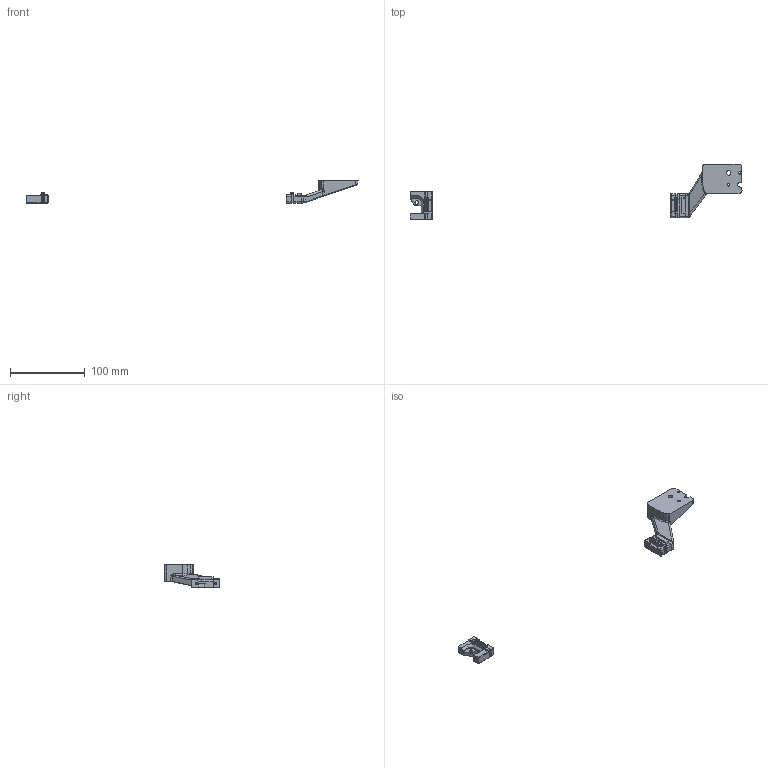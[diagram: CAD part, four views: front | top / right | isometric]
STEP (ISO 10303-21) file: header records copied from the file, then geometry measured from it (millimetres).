
FILE_DESCRIPTION(/* description */ (''),/* implementation_level */ '2;1');
FILE_NAME(/* name */ 'Tridex_XY_RC_Brush_Blocky v4 v3.step',/* time_stamp */ '2025-04-14T20:01:28+08:00',/* author */ (''),/* organization */ (''),/* preprocessor_version */ 'ST-DEVELOPER v20.1',/* originating_system */ 'Autodesk Translation Framework v14.4.0.0',/* authorisation */ '');
FILE_SCHEMA (('AUTOMOTIVE_DESIGN { 1 0 10303 214 3 1 1 }'));
Length unit declared in the file: millimetre
Products named in the file (2): Tridex_XY_RC_Brush_Blocky v4; M3x20 SHCS_91290A123 v1
Assembly tree (4 placements, depth 2):
  Tridex_XY_RC_Brush_Blocky v4
    M3x20 SHCS_91290A123 v1  x4
Bounding box: 445 x 74.45 x 30.2 mm (x, y, z)
Volume: 50181 mm3; surface area: 23522.2 mm2
Topology: 16 solids, 16 shells, 892 faces, 2322 edges, 1469 vertices
Faces by surface type: cylinder 419, plane 359, cone 82, bspline 31, torus 1
Full cylindrical faces by diameter (mm): 2.35 x152, 3 x156, 3.4 x14, 4.7 x3, 5.5 x4, 6 x6
Entity records: 25080 total; most frequent: CARTESIAN_POINT 11277, ORIENTED_EDGE 2930, DIRECTION 2697, EDGE_CURVE 1465, LINE 949, VECTOR 949, VERTEX_POINT 911, AXIS2_PLACEMENT_3D 874
